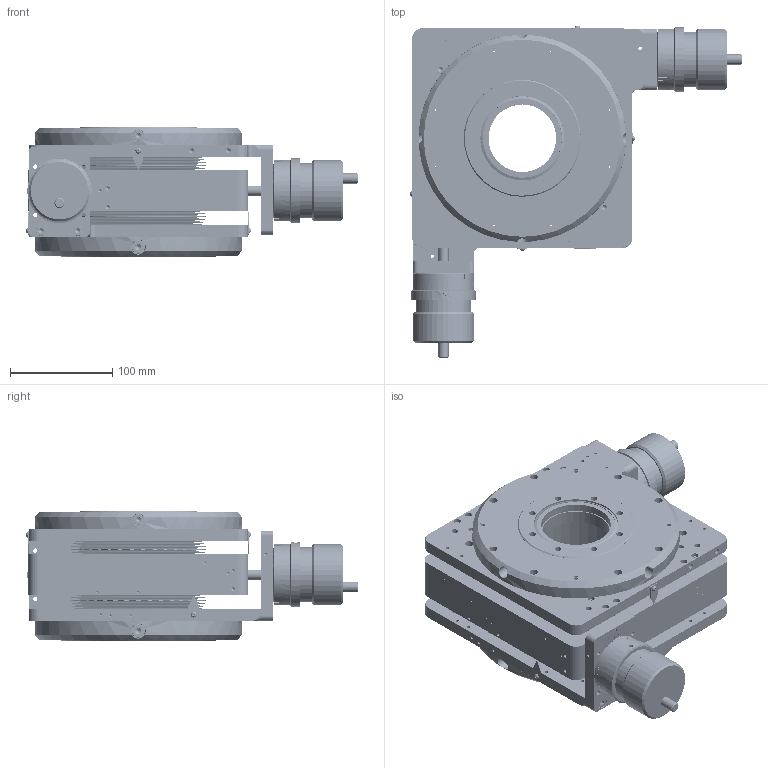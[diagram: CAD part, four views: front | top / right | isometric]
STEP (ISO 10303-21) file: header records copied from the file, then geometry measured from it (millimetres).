
FILE_DESCRIPTION(('CATIA V5 STEP Exchange'),'2;1');
FILE_NAME('MXY100CF100TCF63TXY12_20210830_Rev_C.stp','2021-08-30T08:57:26+00:00',('none'),('none'),'CATIA Version 5 Release 21 GA (IN-10)','CATIA V5 STEP AP203','none');
FILE_SCHEMA(('CONFIG_CONTROL_DESIGN'));
Products named in the file (1): MXY100CF100TCF63TXY12
Bounding box: 324.15 x 324.15 x 127.5 mm (x, y, z)
Volume: 3028705.7 mm3; surface area: 886058.3 mm2
Topology: 251 solids, 303 shells, 8584 faces, 22424 edges, 14686 vertices
Faces by surface type: plane 6050, cylinder 1564, cone 644, torus 230, revolution 48, bspline 48
Entity records: 265161 total; most frequent: CARTESIAN_POINT 61598, ORIENTED_EDGE 44428, DIRECTION 35924, EDGE_CURVE 22214, VECTOR 16986, LINE 16986, VERTEX_POINT 14686, AXIS2_PLACEMENT_3D 11319
